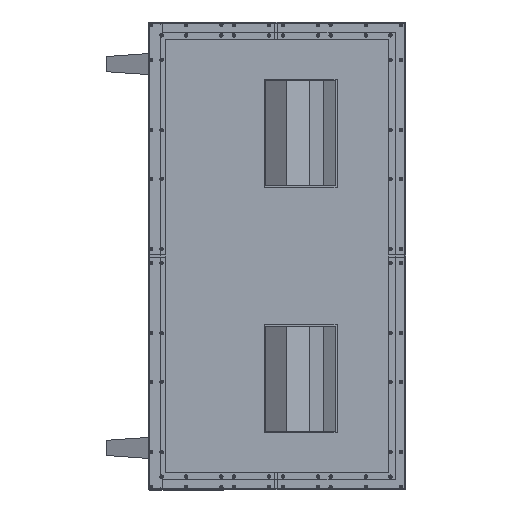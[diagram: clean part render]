
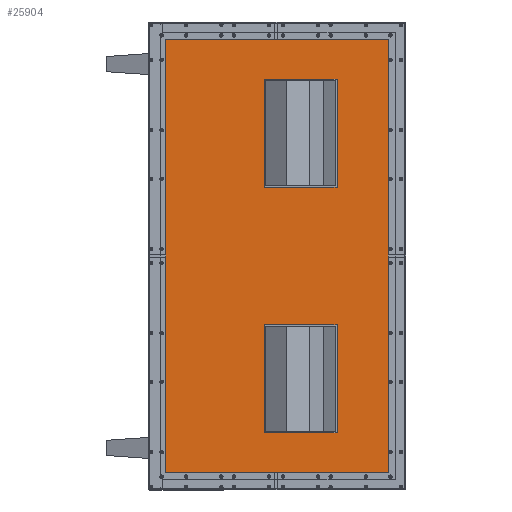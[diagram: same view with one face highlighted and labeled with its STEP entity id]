
A CAD part, left-side view. The second image highlights one B-rep face of the part: STEP entity #25904.
In plain terms, the highlighted planar face has unit normal (-1, 0, 0).
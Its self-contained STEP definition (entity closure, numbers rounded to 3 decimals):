
#7132 = CARTESIAN_POINT ( 'NONE',  ( -263., 25., 308.5 ) ) ;
#7133 = DIRECTION ( 'NONE',  ( 0., -1., 0. ) ) ;
#7134 = VECTOR ( 'NONE', #7133, 1000. ) ;
#7135 = CARTESIAN_POINT ( 'NONE',  ( -263., 25., 308.5 ) ) ;
#7136 = LINE ( 'NONE', #7135, #7134 ) ;
#7137 = CARTESIAN_POINT ( 'NONE',  ( -263., 342., 308.5 ) ) ;
#7158 = DIRECTION ( 'NONE',  ( 0., 0., 1. ) ) ;
#7159 = VECTOR ( 'NONE', #7158, 1000. ) ;
#7160 = CARTESIAN_POINT ( 'NONE',  ( -263., 342., -308.5 ) ) ;
#7161 = LINE ( 'NONE', #7160, #7159 ) ;
#7162 = CARTESIAN_POINT ( 'NONE',  ( -263., 342., -308.5 ) ) ;
#7174 = DIRECTION ( 'NONE',  ( 0., 1., 0. ) ) ;
#7175 = VECTOR ( 'NONE', #7174, 1000. ) ;
#7176 = CARTESIAN_POINT ( 'NONE',  ( -263., 25., -308.5 ) ) ;
#7177 = LINE ( 'NONE', #7176, #7175 ) ;
#7178 = CARTESIAN_POINT ( 'NONE',  ( -263., 25., -308.5 ) ) ;
#7299 = DIRECTION ( 'NONE',  ( 0., 0., -1. ) ) ;
#7300 = VECTOR ( 'NONE', #7299, 1000. ) ;
#7301 = CARTESIAN_POINT ( 'NONE',  ( -263., 25., -308.5 ) ) ;
#7302 = LINE ( 'NONE', #7301, #7300 ) ;
#8623 = DIRECTION ( 'NONE',  ( 0., 0., 1. ) ) ;
#16747 = CARTESIAN_POINT ( 'NONE',  ( -263., 98., -98. ) ) ;
#16748 = LINE ( 'NONE', #16747, #17010 ) ;
#17010 = VECTOR ( 'NONE', #8623, 1000. ) ;
#17184 = CARTESIAN_POINT ( 'NONE',  ( -263., 172., -252. ) ) ;
#17186 = CARTESIAN_POINT ( 'NONE',  ( -263., 98., -252. ) ) ;
#17187 = DIRECTION ( 'NONE',  ( 0., -1., 0. ) ) ;
#17188 = VECTOR ( 'NONE', #17187, 1000. ) ;
#17189 = CARTESIAN_POINT ( 'NONE',  ( -263., 98., -252. ) ) ;
#17190 = LINE ( 'NONE', #17189, #17188 ) ;
#17191 = DIRECTION ( 'NONE',  ( 0., 0., -1. ) ) ;
#17192 = VECTOR ( 'NONE', #17191, 1000. ) ;
#17193 = CARTESIAN_POINT ( 'NONE',  ( -263., 98., 98. ) ) ;
#17195 = LINE ( 'NONE', #17193, #17192 ) ;
#17196 = CARTESIAN_POINT ( 'NONE',  ( -263., 98., 252. ) ) ;
#17197 = DIRECTION ( 'NONE',  ( 0., -1., 0. ) ) ;
#17198 = VECTOR ( 'NONE', #17197, 1000. ) ;
#17199 = CARTESIAN_POINT ( 'NONE',  ( -263., 98., 252. ) ) ;
#17200 = LINE ( 'NONE', #17199, #17198 ) ;
#17227 = CARTESIAN_POINT ( 'NONE',  ( -263., 172., 98. ) ) ;
#17228 = CARTESIAN_POINT ( 'NONE',  ( -263., 98., 98. ) ) ;
#17229 = DIRECTION ( 'NONE',  ( 0., 1., 0. ) ) ;
#17230 = VECTOR ( 'NONE', #17229, 1000. ) ;
#17231 = CARTESIAN_POINT ( 'NONE',  ( -263., 172., 98. ) ) ;
#17232 = LINE ( 'NONE', #17231, #17230 ) ;
#17233 = DIRECTION ( 'NONE',  ( 0., 0., -1. ) ) ;
#17234 = DIRECTION ( 'NONE',  ( 1., 0., 0. ) ) ;
#17235 = CARTESIAN_POINT ( 'NONE',  ( -263., 352., 318.5 ) ) ;
#17236 = AXIS2_PLACEMENT_3D ( 'NONE', #17235, #17234, #17233 ) ;
#17237 = PLANE ( 'NONE',  #17236 ) ;
#17238 = FACE_OUTER_BOUND ( 'NONE', #25960, .T. ) ;
#17239 = FACE_BOUND ( 'NONE', #25889, .T. ) ;
#17240 = FACE_BOUND ( 'NONE', #25906, .T. ) ;
#17245 = CARTESIAN_POINT ( 'NONE',  ( -263., 172., -98. ) ) ;
#17246 = DIRECTION ( 'NONE',  ( 0., 0., -1. ) ) ;
#17247 = VECTOR ( 'NONE', #17246, 1000. ) ;
#17248 = CARTESIAN_POINT ( 'NONE',  ( -263., 172., -252. ) ) ;
#17249 = LINE ( 'NONE', #17248, #17247 ) ;
#17282 = CARTESIAN_POINT ( 'NONE',  ( -263., 98., -98. ) ) ;
#17283 = DIRECTION ( 'NONE',  ( 0., 1., 0. ) ) ;
#17284 = VECTOR ( 'NONE', #17283, 1000. ) ;
#17285 = CARTESIAN_POINT ( 'NONE',  ( -263., 172., -98. ) ) ;
#17286 = LINE ( 'NONE', #17285, #17284 ) ;
#17336 = CARTESIAN_POINT ( 'NONE',  ( -263., 172., 252. ) ) ;
#17337 = DIRECTION ( 'NONE',  ( 0., 0., 1. ) ) ;
#17338 = VECTOR ( 'NONE', #17337, 1000. ) ;
#17339 = CARTESIAN_POINT ( 'NONE',  ( -263., 172., 252. ) ) ;
#17343 = LINE ( 'NONE', #17339, #17338 ) ;
#21265 = VERTEX_POINT ( 'NONE', #7137 ) ;
#21270 = EDGE_CURVE ( 'NONE', #21265, #21272, #7136, .T. ) ;
#21272 = VERTEX_POINT ( 'NONE', #7132 ) ;
#21283 = VERTEX_POINT ( 'NONE', #7178 ) ;
#21285 = EDGE_CURVE ( 'NONE', #21283, #21294, #7177, .T. ) ;
#21294 = VERTEX_POINT ( 'NONE', #7162 ) ;
#21296 = EDGE_CURVE ( 'NONE', #21294, #21265, #7161, .T. ) ;
#21354 = EDGE_CURVE ( 'NONE', #21272, #21283, #7302, .T. ) ;
#25884 = ORIENTED_EDGE ( 'NONE', *, *, #25885, .T. ) ;
#25885 = EDGE_CURVE ( 'NONE', #25970, #25886, #17200, .T. ) ;
#25886 = VERTEX_POINT ( 'NONE', #17196 ) ;
#25887 = ORIENTED_EDGE ( 'NONE', *, *, #25888, .T. ) ;
#25888 = EDGE_CURVE ( 'NONE', #25886, #25909, #17195, .T. ) ;
#25889 = EDGE_LOOP ( 'NONE', ( #25890, #25894, #25955, #25958 ) ) ;
#25890 = ORIENTED_EDGE ( 'NONE', *, *, #25891, .F. ) ;
#25891 = EDGE_CURVE ( 'NONE', #25892, #25893, #17190, .T. ) ;
#25892 = VERTEX_POINT ( 'NONE', #17184 ) ;
#25893 = VERTEX_POINT ( 'NONE', #17186 ) ;
#25894 = ORIENTED_EDGE ( 'NONE', *, *, #25895, .F. ) ;
#25895 = EDGE_CURVE ( 'NONE', #25896, #25892, #17249, .T. ) ;
#25896 = VERTEX_POINT ( 'NONE', #17245 ) ;
#25904 = ADVANCED_FACE ( 'NONE', ( #17240, #17239, #17238 ), #17237, .F. ) ;
#25906 = EDGE_LOOP ( 'NONE', ( #25907, #25968, #25884, #25887 ) ) ;
#25907 = ORIENTED_EDGE ( 'NONE', *, *, #25908, .T. ) ;
#25908 = EDGE_CURVE ( 'NONE', #25909, #25910, #17232, .T. ) ;
#25909 = VERTEX_POINT ( 'NONE', #17228 ) ;
#25910 = VERTEX_POINT ( 'NONE', #17227 ) ;
#25955 = ORIENTED_EDGE ( 'NONE', *, *, #25956, .F. ) ;
#25956 = EDGE_CURVE ( 'NONE', #25957, #25896, #17286, .T. ) ;
#25957 = VERTEX_POINT ( 'NONE', #17282 ) ;
#25958 = ORIENTED_EDGE ( 'NONE', *, *, #25959, .F. ) ;
#25959 = EDGE_CURVE ( 'NONE', #25893, #25957, #16748, .T. ) ;
#25960 = EDGE_LOOP ( 'NONE', ( #25961, #25963, #25964, #25965 ) ) ;
#25961 = ORIENTED_EDGE ( 'NONE', *, *, #21270, .F. ) ;
#25963 = ORIENTED_EDGE ( 'NONE', *, *, #21296, .F. ) ;
#25964 = ORIENTED_EDGE ( 'NONE', *, *, #21285, .F. ) ;
#25965 = ORIENTED_EDGE ( 'NONE', *, *, #21354, .F. ) ;
#25968 = ORIENTED_EDGE ( 'NONE', *, *, #25969, .T. ) ;
#25969 = EDGE_CURVE ( 'NONE', #25910, #25970, #17343, .T. ) ;
#25970 = VERTEX_POINT ( 'NONE', #17336 ) ;
